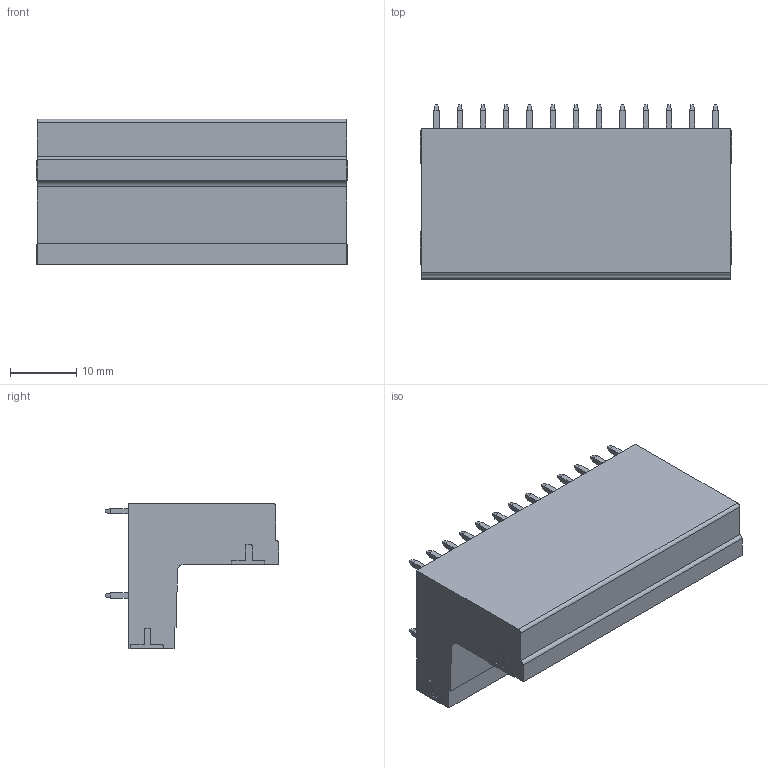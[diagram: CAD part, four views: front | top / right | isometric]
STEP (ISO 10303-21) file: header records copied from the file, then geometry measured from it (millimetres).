
FILE_DESCRIPTION((''),'2;1');
FILE_NAME('TLPHDC-005R-XXP','2024-09-23T15:00:00',('sheji109'),(''),'CREO PARAMETRIC BY PTC INC, 2018100','CREO PARAMETRIC BY PTC INC, 2018100','');
FILE_SCHEMA(('CONFIG_CONTROL_DESIGN'));
Products named in the file (1): TLPHDC-005R-XXP
Bounding box: 46.9 x 26.2 x 21.9 mm (x, y, z)
Volume: 11027.2 mm3; surface area: 9937.3 mm2
Topology: 1 solids, 1 shells, 2012 faces, 5432 edges, 3526 vertices
Faces by surface type: plane 1421, cylinder 409, cone 130, torus 52
Entity records: 62712 total; most frequent: CARTESIAN_POINT 11776, ORIENTED_EDGE 10864, DIRECTION 10196, EDGE_CURVE 5432, VECTOR 4172, LINE 4172, VERTEX_POINT 3526, AXIS2_PLACEMENT_3D 3012
